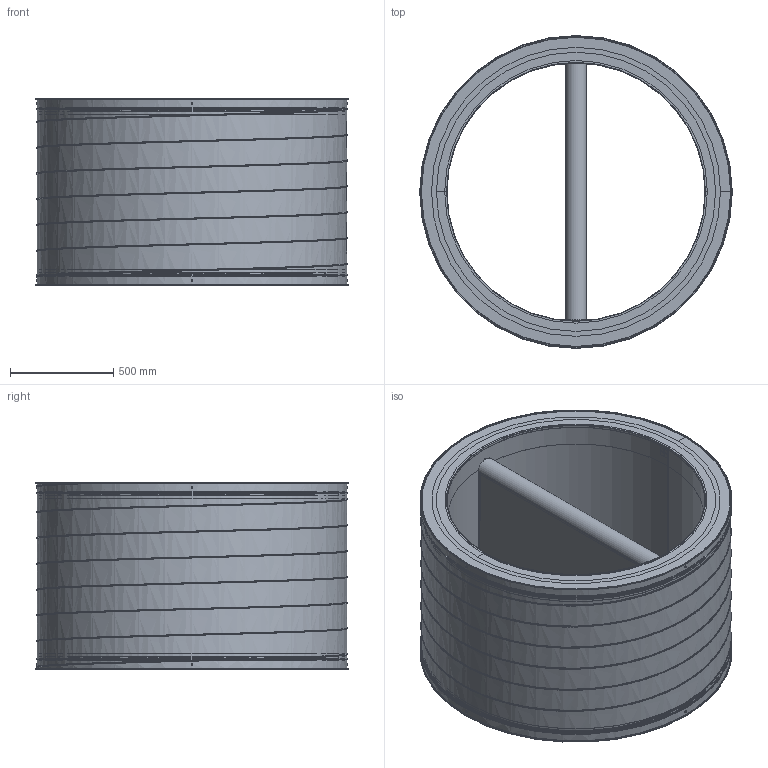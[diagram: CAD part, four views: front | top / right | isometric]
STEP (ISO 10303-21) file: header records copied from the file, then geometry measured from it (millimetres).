
FILE_DESCRIPTION((''),'2;1');
FILE_NAME('HTFB-13.stp','2015-01-12T09:57:28',(''),(''),'Autodesk Inventor 2013','Autodesk Inventor 2013','');
FILE_SCHEMA(('AUTOMOTIVE_DESIGN { 1 2 10303 214 0 1 1 1 }'));
Length unit declared in the file: millimetre
Products named in the file (18): HTFB-13; HTFB-AC-13; HTFB-AA-13; HTFB-AD-13; HTFB-AB-13; HTFB-AE-13; HTFB-AF-08; HTFB-AK-07; HTFB-AJ-07; Gummiring-19; HTFB-AL-06; 999663; HTFBB-AJ-12; HTFBB-AH-11; HTFBB-AE-12; HTFBB-AF-12; HTFBB-AG-12; DIN 6921 M6 x 25
Assembly tree (37 placements, depth 3):
  HTFB-13
    HTFB-AC-13
    HTFB-AA-13
    HTFB-AD-13
    HTFB-AB-13
    HTFB-AE-13
    HTFB-AF-08  x2
    HTFB-AK-07  x2
      HTFB-AJ-07
      Gummiring-19
    HTFB-AL-06  x2
    999663  x8
    HTFBB-AJ-12
      HTFBB-AH-11
      HTFBB-AE-12  x2
      HTFBB-AF-12  x2
      HTFBB-AG-12  x2
    DIN 6921 M6 x 25  x8
Bounding box: 1514.3 x 1514.3 x 904.6 mm (x, y, z)
Volume: 474645676.5 mm3; surface area: 51935409.2 mm2
Topology: 36 solids, 36 shells, 1141 faces, 2327 edges, 1280 vertices
Faces by surface type: cone 404, plane 342, cylinder 341, torus 48, bspline 6
Full cylindrical faces by diameter (mm): 6 x8, 1250.5 x2, 1251.5 x2, 1253.8 x1, 1254 x1, 1255 x3, 1272.5 x2, 1352.5 x1, 1400 x1, 1490.5 x2, 1491.9 x2, 1493.9 x2, 1496.5 x6, 1497.6 x4, 1499 x4, 1500 x1, 1501 x2, 1502.9 x2, 1507.9 x2, 1510 x2
Entity records: 14925 total; most frequent: CARTESIAN_POINT 8015, DIRECTION 1417, ORIENTED_EDGE 1140, EDGE_CURVE 570, AXIS2_PLACEMENT_3D 563, VERTEX_POINT 340, EDGE_LOOP 330, VECTOR 291
